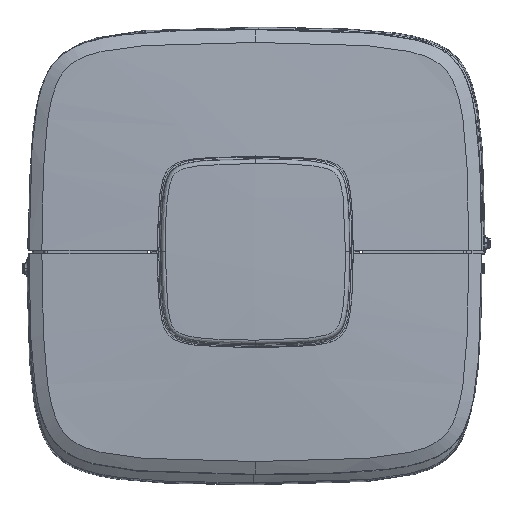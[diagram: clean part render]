
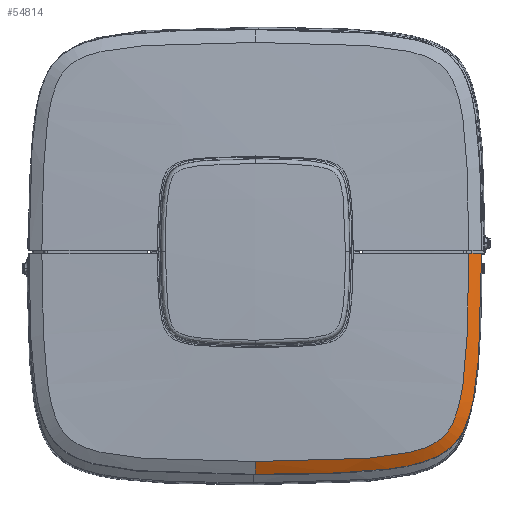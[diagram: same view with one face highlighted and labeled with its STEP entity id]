
A CAD part, top view. The second image highlights one B-rep face of the part: STEP entity #54814.
In plain terms, the highlighted free-form (B-spline) face has degree [5, 1] with [21, 2] control points.
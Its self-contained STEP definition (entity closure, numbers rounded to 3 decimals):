
#37792=CARTESIAN_POINT('Vertex',(25.,-0.176,29.186)) ;
#37796=CARTESIAN_POINT('Control Point',(26.5,-0.169,28.386)) ;
#37797=CARTESIAN_POINT('Control Point',(26.,-0.172,28.652)) ;
#37798=CARTESIAN_POINT('Control Point',(25.5,-0.174,28.919)) ;
#37799=CARTESIAN_POINT('Control Point',(25.,-0.176,29.186)) ;
#37800=CARTESIAN_POINT('Vertex',(26.5,-0.169,28.386)) ;
#51442=CARTESIAN_POINT('Vertex',(0.,-26.041,28.386)) ;
#51446=CARTESIAN_POINT('Control Point',(0.,-24.541,29.186)) ;
#51447=CARTESIAN_POINT('Control Point',(0.,-24.841,29.026)) ;
#51448=CARTESIAN_POINT('Control Point',(0.,-25.141,28.866)) ;
#51449=CARTESIAN_POINT('Control Point',(0.,-25.441,28.706)) ;
#51450=CARTESIAN_POINT('Control Point',(0.,-25.741,28.546)) ;
#51451=CARTESIAN_POINT('Control Point',(0.,-26.041,28.386)) ;
#51452=CARTESIAN_POINT('Vertex',(0.,-24.541,29.186)) ;
#52144=CARTESIAN_POINT('Control Point',(26.5,-0.169,28.386)) ;
#52145=CARTESIAN_POINT('Control Point',(26.496,-3.186,28.386)) ;
#52146=CARTESIAN_POINT('Control Point',(26.464,-6.184,28.386)) ;
#52147=CARTESIAN_POINT('Control Point',(26.388,-8.665,28.386)) ;
#52148=CARTESIAN_POINT('Control Point',(26.252,-12.828,28.386)) ;
#52149=CARTESIAN_POINT('Control Point',(25.64,-16.936,28.386)) ;
#52150=CARTESIAN_POINT('Control Point',(25.422,-18.055,28.386)) ;
#52151=CARTESIAN_POINT('Control Point',(24.821,-20.316,28.386)) ;
#52152=CARTESIAN_POINT('Control Point',(23.622,-22.327,28.386)) ;
#52153=CARTESIAN_POINT('Control Point',(22.825,-23.132,28.386)) ;
#52154=CARTESIAN_POINT('Control Point',(20.776,-24.37,28.386)) ;
#52155=CARTESIAN_POINT('Control Point',(18.459,-24.978,28.386)) ;
#52156=CARTESIAN_POINT('Control Point',(17.286,-25.201,28.386)) ;
#52157=CARTESIAN_POINT('Control Point',(13.04,-25.813,28.386)) ;
#52158=CARTESIAN_POINT('Control Point',(8.739,-25.941,28.386)) ;
#52159=CARTESIAN_POINT('Control Point',(6.203,-26.014,28.386)) ;
#52160=CARTESIAN_POINT('Control Point',(3.101,-26.041,28.386)) ;
#52161=CARTESIAN_POINT('Control Point',(0.,-26.041,28.386)) ;
#54743=CARTESIAN_POINT('Control Point',(25.,-0.002,29.186)) ;
#54744=CARTESIAN_POINT('Control Point',(26.5,0.,28.386)) ;
#54745=CARTESIAN_POINT('Control Point',(24.997,-2.961,29.186)) ;
#54746=CARTESIAN_POINT('Control Point',(26.497,-3.116,28.386)) ;
#54747=CARTESIAN_POINT('Control Point',(24.968,-5.921,29.186)) ;
#54748=CARTESIAN_POINT('Control Point',(26.465,-6.231,28.386)) ;
#54749=CARTESIAN_POINT('Control Point',(24.898,-8.305,29.186)) ;
#54750=CARTESIAN_POINT('Control Point',(26.384,-8.74,28.386)) ;
#54751=CARTESIAN_POINT('Control Point',(24.776,-12.301,29.186)) ;
#54752=CARTESIAN_POINT('Control Point',(26.254,-12.95,28.386)) ;
#54753=CARTESIAN_POINT('Control Point',(24.23,-16.25,29.186)) ;
#54754=CARTESIAN_POINT('Control Point',(25.608,-17.097,28.386)) ;
#54755=CARTESIAN_POINT('Control Point',(24.05,-17.258,29.186)) ;
#54756=CARTESIAN_POINT('Control Point',(25.395,-18.155,28.386)) ;
#54757=CARTESIAN_POINT('Control Point',(23.689,-18.81,29.186)) ;
#54758=CARTESIAN_POINT('Control Point',(24.954,-19.775,28.386)) ;
#54759=CARTESIAN_POINT('Control Point',(23.047,-20.259,29.186)) ;
#54760=CARTESIAN_POINT('Control Point',(24.205,-21.266,28.386)) ;
#54761=CARTESIAN_POINT('Control Point',(22.774,-20.755,29.186)) ;
#54762=CARTESIAN_POINT('Control Point',(23.891,-21.773,28.386)) ;
#54763=CARTESIAN_POINT('Control Point',(22.104,-21.645,29.186)) ;
#54764=CARTESIAN_POINT('Control Point',(23.166,-22.688,28.386)) ;
#54765=CARTESIAN_POINT('Control Point',(21.214,-22.312,29.186)) ;
#54766=CARTESIAN_POINT('Control Point',(22.252,-23.415,28.386)) ;
#54767=CARTESIAN_POINT('Control Point',(20.727,-22.581,29.186)) ;
#54768=CARTESIAN_POINT('Control Point',(21.757,-23.725,28.386)) ;
#54769=CARTESIAN_POINT('Control Point',(19.239,-23.244,29.186)) ;
#54770=CARTESIAN_POINT('Control Point',(20.227,-24.503,28.386)) ;
#54771=CARTESIAN_POINT('Control Point',(17.639,-23.607,29.186)) ;
#54772=CARTESIAN_POINT('Control Point',(18.559,-24.951,28.386)) ;
#54773=CARTESIAN_POINT('Control Point',(16.577,-23.793,29.186)) ;
#54774=CARTESIAN_POINT('Control Point',(17.443,-25.17,28.386)) ;
#54775=CARTESIAN_POINT('Control Point',(12.525,-24.331,29.186)) ;
#54776=CARTESIAN_POINT('Control Point',(13.188,-25.81,28.386)) ;
#54777=CARTESIAN_POINT('Control Point',(8.43,-24.449,29.186)) ;
#54778=CARTESIAN_POINT('Control Point',(8.872,-25.936,28.386)) ;
#54779=CARTESIAN_POINT('Control Point',(6.011,-24.515,29.186)) ;
#54780=CARTESIAN_POINT('Control Point',(6.328,-26.013,28.386)) ;
#54781=CARTESIAN_POINT('Control Point',(3.006,-24.541,29.186)) ;
#54782=CARTESIAN_POINT('Control Point',(3.164,-26.041,28.386)) ;
#54783=CARTESIAN_POINT('Control Point',(0.,-24.541,29.186)) ;
#54784=CARTESIAN_POINT('Control Point',(0.,-26.041,28.386)) ;
#54786=CARTESIAN_POINT('Control Point',(0.,-24.541,29.186)) ;
#54787=CARTESIAN_POINT('Control Point',(3.006,-24.541,29.186)) ;
#54788=CARTESIAN_POINT('Control Point',(6.011,-24.515,29.186)) ;
#54789=CARTESIAN_POINT('Control Point',(8.43,-24.449,29.186)) ;
#54790=CARTESIAN_POINT('Control Point',(12.525,-24.331,29.186)) ;
#54791=CARTESIAN_POINT('Control Point',(16.577,-23.793,29.186)) ;
#54792=CARTESIAN_POINT('Control Point',(17.639,-23.607,29.186)) ;
#54793=CARTESIAN_POINT('Control Point',(19.239,-23.244,29.186)) ;
#54794=CARTESIAN_POINT('Control Point',(20.727,-22.581,29.186)) ;
#54795=CARTESIAN_POINT('Control Point',(21.214,-22.312,29.186)) ;
#54796=CARTESIAN_POINT('Control Point',(22.104,-21.645,29.186)) ;
#54797=CARTESIAN_POINT('Control Point',(22.774,-20.755,29.186)) ;
#54798=CARTESIAN_POINT('Control Point',(23.047,-20.259,29.186)) ;
#54799=CARTESIAN_POINT('Control Point',(23.689,-18.81,29.186)) ;
#54800=CARTESIAN_POINT('Control Point',(24.05,-17.258,29.186)) ;
#54801=CARTESIAN_POINT('Control Point',(24.23,-16.25,29.186)) ;
#54802=CARTESIAN_POINT('Control Point',(24.771,-12.335,29.186)) ;
#54803=CARTESIAN_POINT('Control Point',(24.896,-8.375,29.186)) ;
#54804=CARTESIAN_POINT('Control Point',(24.965,-6.006,29.186)) ;
#54805=CARTESIAN_POINT('Control Point',(24.996,-3.101,29.186)) ;
#54806=CARTESIAN_POINT('Control Point',(25.,-0.176,29.186)) ;
#54809=ORIENTED_EDGE('',*,*,#54807,.F.) ;
#54810=ORIENTED_EDGE('',*,*,#51454,.T.) ;
#54811=ORIENTED_EDGE('',*,*,#52162,.T.) ;
#54812=ORIENTED_EDGE('',*,*,#37802,.T.) ;
#54814=ADVANCED_FACE('PartBody',(#54813),#54742,.T.) ;
#37795=B_SPLINE_CURVE_WITH_KNOTS('',3,(#37796,#37797,#37798,#37799),.UNSPECIFIED.,.F.,.U.,(4,4),(0.,2.404),.UNSPECIFIED.) ;
#51445=B_SPLINE_CURVE_WITH_KNOTS('',5,(#51446,#51447,#51448,#51449,#51450,#51451),.UNSPECIFIED.,.F.,.U.,(6,6),(0.,1.7),.UNSPECIFIED.) ;
#52143=B_SPLINE_CURVE_WITH_KNOTS('',5,(#52144,#52145,#52146,#52147,#52148,#52149,#52150,#52151,#52152,#52153,#52154,#52155,#52156,#52157,#52158,#52159,#52160,#52161),.UNSPECIFIED.,.F.,.U.,(6,3,3,3,3,6),(0.169,15.253,20.932,26.863,32.805,48.313),.UNSPECIFIED.) ;
#54785=B_SPLINE_CURVE_WITH_KNOTS('',5,(#54786,#54787,#54788,#54789,#54790,#54791,#54792,#54793,#54794,#54795,#54796,#54797,#54798,#54799,#54800,#54801,#54802,#54803,#54804,#54805,#54806),.UNSPECIFIED.,.F.,.U.,(6,3,3,3,3,3,6),(-23.543,-8.114,-2.57,0.233,3.087,8.35,23.364),.UNSPECIFIED.) ;
#54742=B_SPLINE_SURFACE_WITH_KNOTS('',5,1,((#54743,#54744),(#54745,#54746),(#54747,#54748),(#54749,#54750),(#54751,#54752),(#54753,#54754),(#54755,#54756),(#54757,#54758),(#54759,#54760),(#54761,#54762),(#54763,#54764),(#54765,#54766),(#54767,#54768),(#54769,#54770),(#54771,#54772),(#54773,#54774),(#54775,#54776),(#54777,#54778),(#54779,#54780),(#54781,#54782),(#54783,#54784)),.UNSPECIFIED.,.F.,.F.,.U.,(6,3,3,3,3,3,6),(2,2),(0.,15.193,20.456,23.311,26.114,31.657,47.087),(0.,1.7),.UNSPECIFIED.) ;
#37802=EDGE_CURVE('',#37801,#37793,#37795,.T.) ;
#51454=EDGE_CURVE('',#51453,#51443,#51445,.T.) ;
#52162=EDGE_CURVE('',#51443,#37801,#52143,.F.) ;
#54807=EDGE_CURVE('',#51453,#37793,#54785,.T.) ;
#54808=EDGE_LOOP('',(#54809,#54810,#54811,#54812)) ;
#54813=FACE_OUTER_BOUND('',#54808,.T.) ;
#37793=VERTEX_POINT('',#37792) ;
#37801=VERTEX_POINT('',#37800) ;
#51443=VERTEX_POINT('',#51442) ;
#51453=VERTEX_POINT('',#51452) ;
